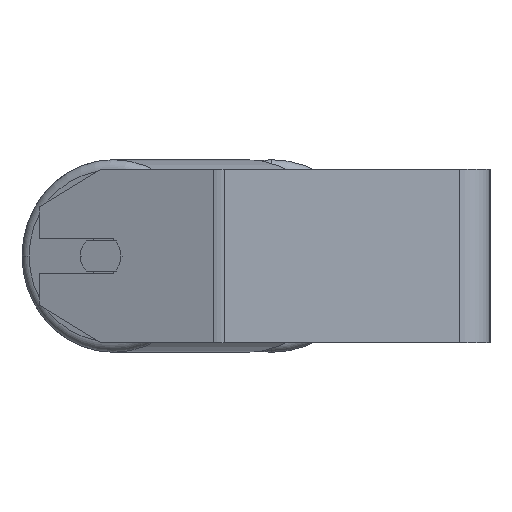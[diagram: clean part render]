
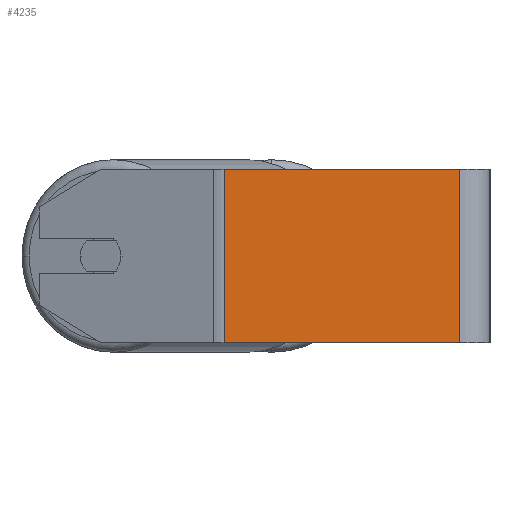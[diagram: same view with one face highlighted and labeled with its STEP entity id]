
A CAD part, left-side view. The second image highlights one B-rep face of the part: STEP entity #4235.
In plain terms, the highlighted planar face has unit normal (-1, 0, 0).
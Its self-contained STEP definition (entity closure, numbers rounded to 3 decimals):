
#37 = PLANE ( 'NONE',  #3452 ) ;
#50 = ORIENTED_EDGE ( 'NONE', *, *, #5393, .F. ) ;
#201 = VECTOR ( 'NONE', #3550, 1000. ) ;
#680 = CARTESIAN_POINT ( 'NONE',  ( -340., 122.748, -40. ) ) ;
#904 = DIRECTION ( 'NONE',  ( 0., 0., -1. ) ) ;
#960 = LINE ( 'NONE', #1512, #201 ) ;
#1285 = EDGE_LOOP ( 'NONE', ( #7743, #4752, #50, #7969 ) ) ;
#1512 = CARTESIAN_POINT ( 'NONE',  ( -340., 122.748, 40. ) ) ;
#1813 = CARTESIAN_POINT ( 'NONE',  ( -340., 125.217, 40. ) ) ;
#2448 = DIRECTION ( 'NONE',  ( 0., -1., 0. ) ) ;
#2515 = VECTOR ( 'NONE', #2448, 1000. ) ;
#2640 = DIRECTION ( 'NONE',  ( 1., 0., 0. ) ) ;
#2686 = CARTESIAN_POINT ( 'NONE',  ( -340., 125.217, 40. ) ) ;
#2776 = EDGE_CURVE ( 'NONE', #8358, #3784, #6279, .T. ) ;
#3288 = DIRECTION ( 'NONE',  ( 0., 0., -1. ) ) ;
#3452 = AXIS2_PLACEMENT_3D ( 'NONE', #2686, #2640, #904 ) ;
#3550 = DIRECTION ( 'NONE',  ( 0., 0., -1. ) ) ;
#3579 = EDGE_CURVE ( 'NONE', #3851, #8358, #960, .T. ) ;
#3760 = EDGE_CURVE ( 'NONE', #4924, #3784, #4695, .T. ) ;
#3784 = VERTEX_POINT ( 'NONE', #4569 ) ;
#3851 = VERTEX_POINT ( 'NONE', #6824 ) ;
#4170 = LINE ( 'NONE', #1813, #2515 ) ;
#4235 = ADVANCED_FACE ( 'NONE', ( #6522 ), #37, .F. ) ;
#4569 = CARTESIAN_POINT ( 'NONE',  ( -340., 14., -40. ) ) ;
#4695 = LINE ( 'NONE', #5974, #7951 ) ;
#4752 = ORIENTED_EDGE ( 'NONE', *, *, #3760, .F. ) ;
#4837 = DIRECTION ( 'NONE',  ( 0., -1., 0. ) ) ;
#4924 = VERTEX_POINT ( 'NONE', #6130 ) ;
#5393 = EDGE_CURVE ( 'NONE', #3851, #4924, #4170, .T. ) ;
#5974 = CARTESIAN_POINT ( 'NONE',  ( -340., 14., 40. ) ) ;
#6130 = CARTESIAN_POINT ( 'NONE',  ( -340., 14., 40. ) ) ;
#6279 = LINE ( 'NONE', #8113, #8077 ) ;
#6522 = FACE_OUTER_BOUND ( 'NONE', #1285, .T. ) ;
#6824 = CARTESIAN_POINT ( 'NONE',  ( -340., 122.748, 40. ) ) ;
#7743 = ORIENTED_EDGE ( 'NONE', *, *, #2776, .T. ) ;
#7951 = VECTOR ( 'NONE', #3288, 1000. ) ;
#7969 = ORIENTED_EDGE ( 'NONE', *, *, #3579, .T. ) ;
#8077 = VECTOR ( 'NONE', #4837, 1000. ) ;
#8113 = CARTESIAN_POINT ( 'NONE',  ( -340., 125.217, -40. ) ) ;
#8358 = VERTEX_POINT ( 'NONE', #680 ) ;
